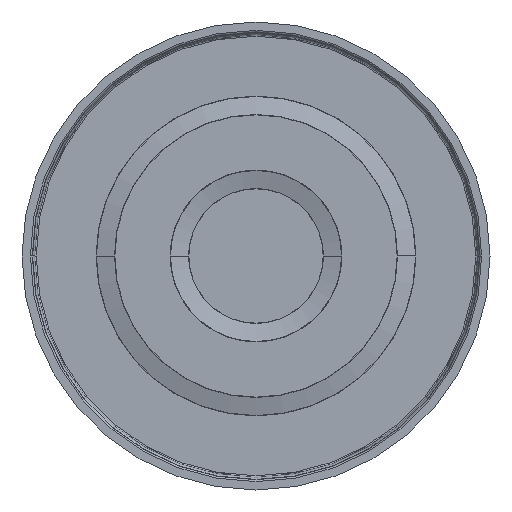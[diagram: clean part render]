
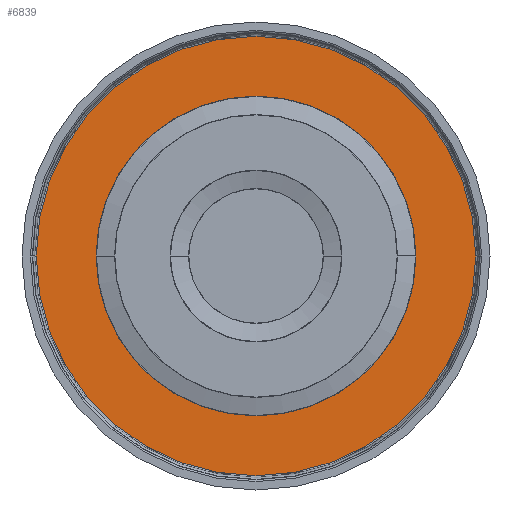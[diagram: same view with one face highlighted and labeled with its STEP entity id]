
A CAD part, front view. The second image highlights one B-rep face of the part: STEP entity #6839.
In plain terms, the highlighted planar face has unit normal (0, -1, 0).
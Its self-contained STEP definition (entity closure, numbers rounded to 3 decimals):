
#235 = EDGE_CURVE ( 'NONE', #2473, #7460, #2693, .T. ) ;
#265 = AXIS2_PLACEMENT_3D ( 'NONE', #5226, #1710, #7004 ) ;
#540 = DIRECTION ( 'NONE',  ( 0., 1., 0. ) ) ;
#820 = CARTESIAN_POINT ( 'NONE',  ( 32.403, 23., 0. ) ) ;
#1031 = EDGE_CURVE ( 'NONE', #6779, #5424, #5724, .T. ) ;
#1249 = ORIENTED_EDGE ( 'NONE', *, *, #1031, .F. ) ;
#1710 = DIRECTION ( 'NONE',  ( 0., 1., 0. ) ) ;
#1826 = EDGE_LOOP ( 'NONE', ( #3442, #4145 ) ) ;
#1945 = CARTESIAN_POINT ( 'NONE',  ( 44.509, 23., 0. ) ) ;
#2006 = EDGE_CURVE ( 'NONE', #5424, #6779, #3539, .T. ) ;
#2037 = EDGE_CURVE ( 'NONE', #7460, #2473, #5343, .T. ) ;
#2061 = DIRECTION ( 'NONE',  ( -1., 0., 0. ) ) ;
#2076 = AXIS2_PLACEMENT_3D ( 'NONE', #2283, #540, #4520 ) ;
#2283 = CARTESIAN_POINT ( 'NONE',  ( 0., 23., 0. ) ) ;
#2395 = CARTESIAN_POINT ( 'NONE',  ( -32.403, 23., 0. ) ) ;
#2473 = VERTEX_POINT ( 'NONE', #820 ) ;
#2629 = FACE_BOUND ( 'NONE', #1826, .T. ) ;
#2693 = CIRCLE ( 'NONE', #6448, 32.403 ) ;
#2942 = DIRECTION ( 'NONE',  ( 0., 1., 0. ) ) ;
#2976 = DIRECTION ( 'NONE',  ( 0., 1., 0. ) ) ;
#3138 = EDGE_LOOP ( 'NONE', ( #7060, #1249 ) ) ;
#3270 = PLANE ( 'NONE',  #6385 ) ;
#3442 = ORIENTED_EDGE ( 'NONE', *, *, #2037, .T. ) ;
#3539 = CIRCLE ( 'NONE', #5449, 44.509 ) ;
#3800 = FACE_OUTER_BOUND ( 'NONE', #3138, .T. ) ;
#3805 = CARTESIAN_POINT ( 'NONE',  ( 0., 23., 0. ) ) ;
#4041 = DIRECTION ( 'NONE',  ( -1., 0., 0. ) ) ;
#4145 = ORIENTED_EDGE ( 'NONE', *, *, #235, .T. ) ;
#4520 = DIRECTION ( 'NONE',  ( -1., 0., 0. ) ) ;
#4555 = CARTESIAN_POINT ( 'NONE',  ( 0., 23., 0. ) ) ;
#4600 = CARTESIAN_POINT ( 'NONE',  ( 32.232, 23., 0. ) ) ;
#4614 = CARTESIAN_POINT ( 'NONE',  ( -44.509, 23., 0. ) ) ;
#5226 = CARTESIAN_POINT ( 'NONE',  ( 0., 23., 0. ) ) ;
#5270 = DIRECTION ( 'NONE',  ( -1., 0., 0. ) ) ;
#5343 = CIRCLE ( 'NONE', #2076, 32.403 ) ;
#5424 = VERTEX_POINT ( 'NONE', #4614 ) ;
#5449 = AXIS2_PLACEMENT_3D ( 'NONE', #4555, #2976, #5270 ) ;
#5724 = CIRCLE ( 'NONE', #265, 44.509 ) ;
#6385 = AXIS2_PLACEMENT_3D ( 'NONE', #4600, #2942, #4041 ) ;
#6448 = AXIS2_PLACEMENT_3D ( 'NONE', #3805, #6607, #2061 ) ;
#6607 = DIRECTION ( 'NONE',  ( 0., 1., 0. ) ) ;
#6779 = VERTEX_POINT ( 'NONE', #1945 ) ;
#6839 = ADVANCED_FACE ( 'NONE', ( #2629, #3800 ), #3270, .F. ) ;
#7004 = DIRECTION ( 'NONE',  ( -1., 0., 0. ) ) ;
#7060 = ORIENTED_EDGE ( 'NONE', *, *, #2006, .F. ) ;
#7460 = VERTEX_POINT ( 'NONE', #2395 ) ;
